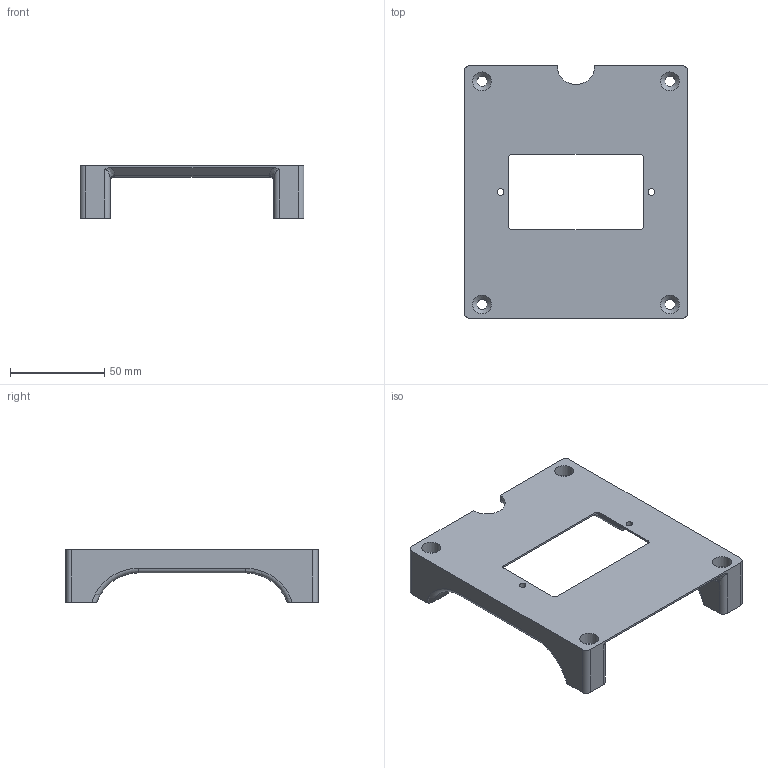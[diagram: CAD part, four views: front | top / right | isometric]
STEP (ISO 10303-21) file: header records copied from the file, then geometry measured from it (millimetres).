
FILE_DESCRIPTION(/* description */ ('STEP AP242','CAx-IF Rec.Pracs.---Representation and Presentation of Product Manufacturing Information (PMI)---4.0---2014-10-13','CAx-IF Rec.Pracs.---3D Tessellated Geometry---0.4---2014-09-14','2;1'),/* implementation_level */ '2;1');
FILE_NAME(/* name */ '67826c86cd40393c6e3ede3c',/* time_stamp */ '2025-01-11T13:05:10Z',/* author */ (''),/* organization */ (''),/* preprocessor_version */ 'ST-DEVELOPER v20',/* originating_system */ 'ONSHAPE BY PTC INC, 1.192',/* authorisation */ ' ');
FILE_SCHEMA (('AP242_MANAGED_MODEL_BASED_3D_ENGINEERING_MIM_LF { 1 0 10303 442 1 1 4 }'));
Length unit declared in the file: metre
Products named in the file (1): Face Plate v2 - Blank
Bounding box: 118.72 x 134 x 27.9 mm (x, y, z)
Volume: 100797.2 mm3; surface area: 38813.2 mm2
Topology: 1 solids, 1 shells, 129 faces, 325 edges, 190 vertices
Faces by surface type: cylinder 52, plane 28, torus 25, bspline 12, cone 8, sphere 4
Full cylindrical faces by diameter (mm): 3.5 x2, 5.5 x4, 10 x4
Entity records: 3896 total; most frequent: CARTESIAN_POINT 891, DIRECTION 652, ORIENTED_EDGE 598, EDGE_CURVE 299, AXIS2_PLACEMENT_3D 267, VERTEX_POINT 186, EDGE_LOOP 157, FACE_BOUND 157
